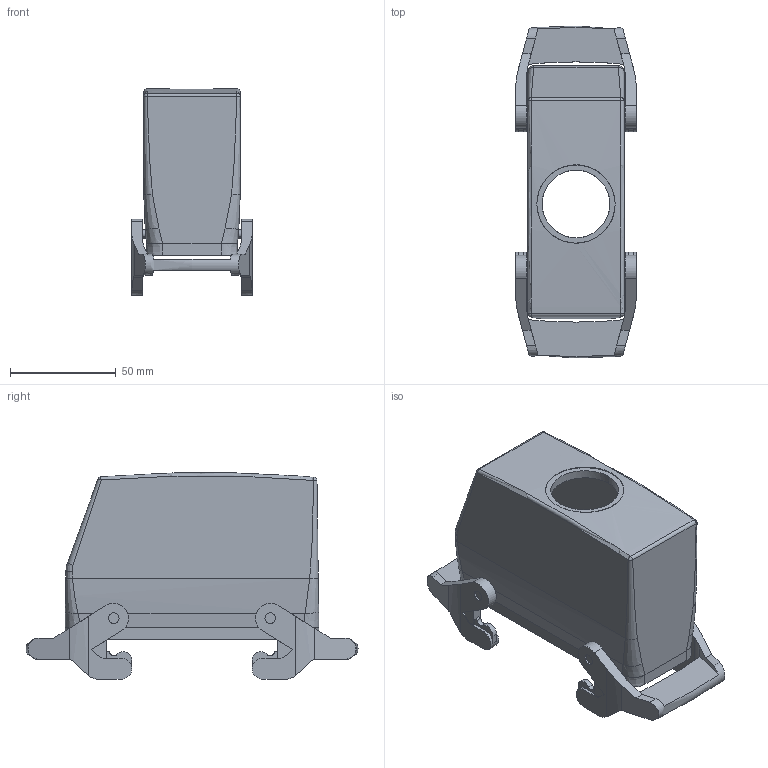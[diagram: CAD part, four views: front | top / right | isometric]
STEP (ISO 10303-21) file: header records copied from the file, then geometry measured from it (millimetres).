
FILE_DESCRIPTION(('CATIA V5 STEP Exchange','CAx-IF Rec.Pracs.--- Model Styling and Organization---1.4--- 2014-01-23'),'2;1');
FILE_NAME ('383594-5_3', '2019-11-13T06:36:22+00:00', ('none'), ('Weidmueller'), 'CATIA Version 5-6 Release 2016 SP3 HF44', 'CATIA V5 STEP AP214', 'none');
FILE_SCHEMA(('AUTOMOTIVE_DESIGN { 1 0 10303 214 1 1 1 1 }'));
Length unit declared in the file: millimetre
Products named in the file (1): 2559910000
Bounding box: 57 x 157 x 97.8 mm (x, y, z)
Volume: 146835.8 mm3; surface area: 70073.1 mm2
Topology: 2 solids, 2 shells, 273 faces, 769 edges, 518 vertices
Faces by surface type: plane 132, cylinder 89, extrusion 28, bspline 20, torus 4
Entity records: 10826 total; most frequent: CARTESIAN_POINT 4473, ORIENTED_EDGE 1538, DIRECTION 887, EDGE_CURVE 769, VERTEX_POINT 518, VECTOR 421, LINE 393, AXIS2_PLACEMENT_3D 320
